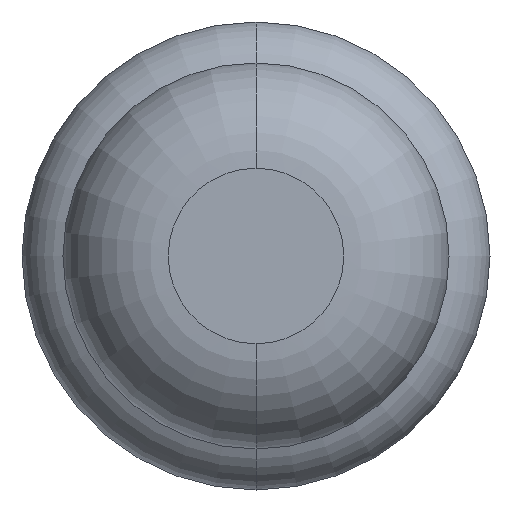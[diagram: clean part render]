
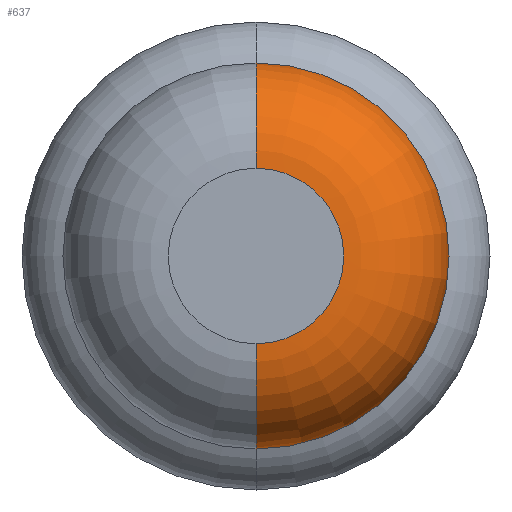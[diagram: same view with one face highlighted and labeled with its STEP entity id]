
A CAD part, front view. The second image highlights one B-rep face of the part: STEP entity #637.
In plain terms, the highlighted toroidal (fillet/blend) face has major radius 0.375 mm and minor radius 0.45 mm.
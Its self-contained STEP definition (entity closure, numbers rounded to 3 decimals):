
#19 = CARTESIAN_POINT ( 'NONE',  ( 0., -29.95, 0. ) ) ;
#94 = ORIENTED_EDGE ( 'NONE', *, *, #2587, .F. ) ;
#224 = EDGE_CURVE ( 'Defeature ausgef�hrt1_7+Defeature ausgef�hrt1_6+Defeature ausgef�hrt1_6+Defeature ausgef�hrt1_6', #1513, #2340, #733, .T. ) ;
#341 = DIRECTION ( 'NONE',  ( 0., 0., 1. ) ) ;
#366 = AXIS2_PLACEMENT_3D ( 'NONE', #19, #3437, #341 ) ;
#518 = DIRECTION ( 'NONE',  ( 0., 0., 1. ) ) ;
#616 = ORIENTED_EDGE ( 'NONE', *, *, #224, .F. ) ;
#637 = ADVANCED_FACE ( 'Defeature ausgef�hrt1_6', ( #3588 ), #2713, .T. ) ;
#733 = CIRCLE ( 'NONE', #366, 0.825 ) ;
#769 = ORIENTED_EDGE ( 'NONE', *, *, #3241, .T. ) ;
#936 = CIRCLE ( 'NONE', #3151, 0.375 ) ;
#938 = EDGE_CURVE ( 'NONE', #3706, #2340, #3148, .T. ) ;
#1216 = AXIS2_PLACEMENT_3D ( 'NONE', #1693, #3883, #2010 ) ;
#1400 = CARTESIAN_POINT ( 'NONE',  ( 0., -30.4, -0.375 ) ) ;
#1505 = VERTEX_POINT ( 'NONE', #3490 ) ;
#1513 = VERTEX_POINT ( 'NONE', #2545 ) ;
#1583 = CARTESIAN_POINT ( 'NONE',  ( 0., -29.95, -0.825 ) ) ;
#1693 = CARTESIAN_POINT ( 'NONE',  ( 0., -29.95, 0.375 ) ) ;
#1696 = DIRECTION ( 'NONE',  ( 1., 0., 0. ) ) ;
#1700 = DIRECTION ( 'NONE',  ( 0., 1., 0. ) ) ;
#1997 = ORIENTED_EDGE ( 'NONE', *, *, #938, .T. ) ;
#2010 = DIRECTION ( 'NONE',  ( 0., 0., 1. ) ) ;
#2340 = VERTEX_POINT ( 'NONE', #1583 ) ;
#2389 = DIRECTION ( 'NONE',  ( 0., 1., 0. ) ) ;
#2545 = CARTESIAN_POINT ( 'NONE',  ( 0., -29.95, 0.825 ) ) ;
#2587 = EDGE_CURVE ( 'NONE', #1505, #1513, #2637, .T. ) ;
#2619 = CARTESIAN_POINT ( 'NONE',  ( 0., -29.95, -0.375 ) ) ;
#2637 = CIRCLE ( 'NONE', #1216, 0.45 ) ;
#2666 = CARTESIAN_POINT ( 'NONE',  ( 0., -29.95, 0. ) ) ;
#2713 = TOROIDAL_SURFACE ( 'NONE', #2727, 0.375, 0.45 ) ;
#2727 = AXIS2_PLACEMENT_3D ( 'NONE', #2666, #1700, #3921 ) ;
#2750 = CARTESIAN_POINT ( 'NONE',  ( 0., -30.4, 0. ) ) ;
#3148 = CIRCLE ( 'NONE', #3338, 0.45 ) ;
#3151 = AXIS2_PLACEMENT_3D ( 'NONE', #2750, #2389, #518 ) ;
#3155 = EDGE_LOOP ( 'NONE', ( #769, #1997, #616, #94 ) ) ;
#3241 = EDGE_CURVE ( 'Defeature ausgef�hrt1_6+Defeature ausgef�hrt1_5+Defeature ausgef�hrt1_5+Defeature ausgef�hrt1_5', #1505, #3706, #936, .T. ) ;
#3338 = AXIS2_PLACEMENT_3D ( 'NONE', #2619, #1696, #3871 ) ;
#3437 = DIRECTION ( 'NONE',  ( 0., 1., 0. ) ) ;
#3490 = CARTESIAN_POINT ( 'NONE',  ( 0., -30.4, 0.375 ) ) ;
#3588 = FACE_OUTER_BOUND ( 'NONE', #3155, .T. ) ;
#3706 = VERTEX_POINT ( 'NONE', #1400 ) ;
#3871 = DIRECTION ( 'NONE',  ( 0., 0., -1. ) ) ;
#3883 = DIRECTION ( 'NONE',  ( -1., 0., 0. ) ) ;
#3921 = DIRECTION ( 'NONE',  ( 0., 0., 1. ) ) ;
